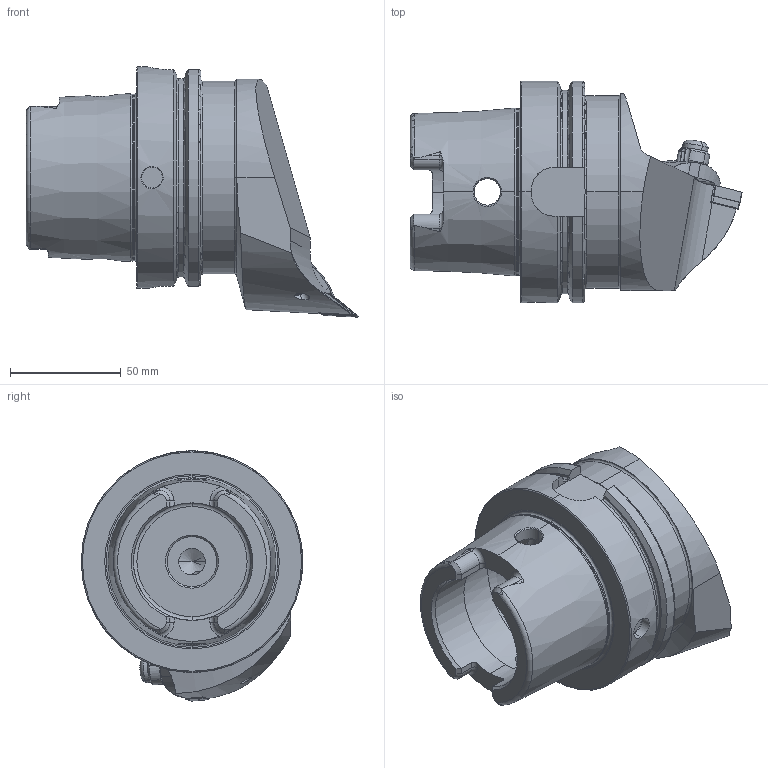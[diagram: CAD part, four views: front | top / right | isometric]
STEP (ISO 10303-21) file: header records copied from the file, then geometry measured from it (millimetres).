
FILE_DESCRIPTION (( 'STEP AP203' ), '1' );
FILE_NAME ('HA0.KVD.RJA.100.STEP', '2013-02-22T11:45:43', ( 'baer' ), ( 'Hewlett-Packard Company' ), 'SwSTEP 2.0', 'SolidWorks 2012', '' );
FILE_SCHEMA (( 'CONFIG_CONTROL_DESIGN' ));
Length unit declared in the file: millimetre
Products named in the file (11): HA0.KVD.RJA.100; KVT_MB_600_060; ISO 13337 - 3 x 12_PreviewCfg; WCC-ER5.102.012_B; WCC-ER5.102.005_A; WCC-ER4.103.032_A; WCC-ER3.102.024_C; VNMG160404; WCB-ER2.001.009_A; WVD-ER2.101.003_A; HA0-KVD.RJA.100_A_Fertigbearbeitung
Assembly tree (10 placements, depth 2):
  HA0.KVD.RJA.100
    HA0-KVD.RJA.100_A_Fertigbearbeitung
    WVD-ER2.101.003_A
    WCB-ER2.001.009_A
    VNMG160404
    WCC-ER3.102.024_C
    WCC-ER4.103.032_A
    WCC-ER5.102.005_A
    WCC-ER5.102.012_B
    ISO 13337 - 3 x 12_PreviewCfg
    KVT_MB_600_060
Bounding box: 149.9 x 100 x 113 mm (x, y, z)
Volume: 477420.1 mm3; surface area: 70617.9 mm2
Topology: 11 solids, 11 shells, 468 faces, 1175 edges, 719 vertices
Faces by surface type: cylinder 155, plane 120, cone 107, torus 64, bspline 18, sphere 4
Entity records: 17665 total; most frequent: CARTESIAN_POINT 5617, ORIENTED_EDGE 2316, DIRECTION 2278, EDGE_CURVE 1158, AXIS2_PLACEMENT_3D 924, VERTEX_POINT 716, EDGE_LOOP 496, ADVANCED_FACE 468
